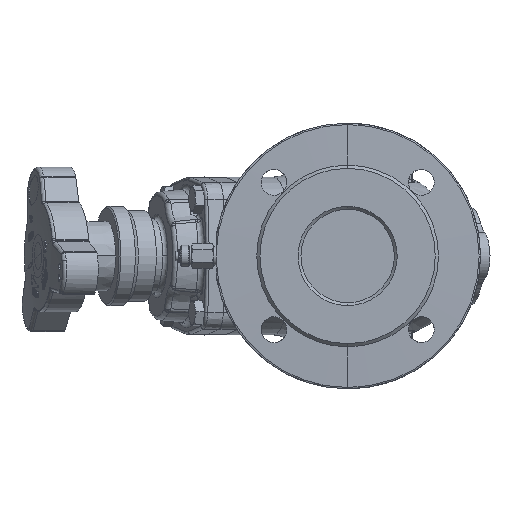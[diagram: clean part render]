
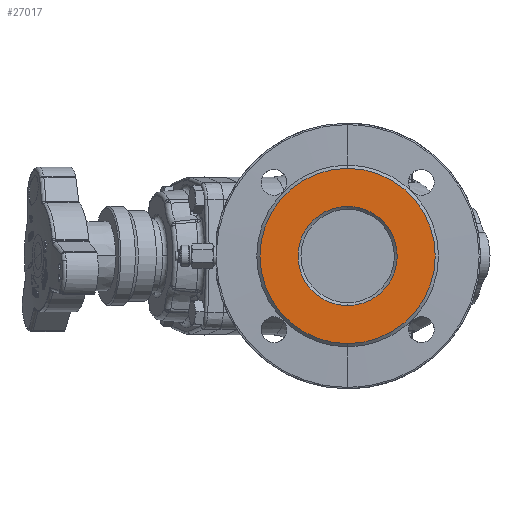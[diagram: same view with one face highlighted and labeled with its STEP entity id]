
A CAD part, left-side view. The second image highlights one B-rep face of the part: STEP entity #27017.
In plain terms, the highlighted planar face has unit normal (-1, 0, 0).
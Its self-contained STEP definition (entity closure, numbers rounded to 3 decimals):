
#26900=CARTESIAN_POINT('Vertex',(-137.,0.,61.)) ;
#26905=CARTESIAN_POINT('Axis2P3D Location',(-137.,0.,0.)) ;
#26909=CARTESIAN_POINT('Vertex',(-137.,0.,-61.)) ;
#26931=CARTESIAN_POINT('Axis2P3D Location',(-137.,0.,0.)) ;
#26948=CARTESIAN_POINT('Axis2P3D Location',(-137.,-32.5,0.)) ;
#26958=CARTESIAN_POINT('Control Point',(-137.,0.,34.5)) ;
#26959=CARTESIAN_POINT('Control Point',(-137.,-3.165,34.5)) ;
#26960=CARTESIAN_POINT('Control Point',(-137.,-6.33,34.137)) ;
#26961=CARTESIAN_POINT('Control Point',(-137.,-9.44,33.411)) ;
#26962=CARTESIAN_POINT('Control Point',(-137.,-15.438,31.259)) ;
#26963=CARTESIAN_POINT('Control Point',(-137.,-20.792,27.805)) ;
#26964=CARTESIAN_POINT('Control Point',(-137.,-23.259,25.776)) ;
#26965=CARTESIAN_POINT('Control Point',(-137.,-27.683,21.191)) ;
#26966=CARTESIAN_POINT('Control Point',(-137.,-30.955,15.723)) ;
#26967=CARTESIAN_POINT('Control Point',(-137.,-32.269,12.812)) ;
#26968=CARTESIAN_POINT('Control Point',(-137.,-34.205,6.742)) ;
#26969=CARTESIAN_POINT('Control Point',(-137.,-34.717,0.39)) ;
#26970=CARTESIAN_POINT('Control Point',(-137.,-34.606,-2.801)) ;
#26971=CARTESIAN_POINT('Control Point',(-137.,-33.654,-9.102)) ;
#26972=CARTESIAN_POINT('Control Point',(-137.,-31.3,-15.023)) ;
#26973=CARTESIAN_POINT('Control Point',(-137.,-29.788,-17.835)) ;
#26974=CARTESIAN_POINT('Control Point',(-137.,-26.144,-23.063)) ;
#26975=CARTESIAN_POINT('Control Point',(-137.,-21.412,-27.33)) ;
#26976=CARTESIAN_POINT('Control Point',(-137.,-18.81,-29.182)) ;
#26977=CARTESIAN_POINT('Control Point',(-137.,-13.652,-32.023)) ;
#26978=CARTESIAN_POINT('Control Point',(-137.,-8.023,-33.716)) ;
#26979=CARTESIAN_POINT('Control Point',(-137.,-5.371,-34.239)) ;
#26980=CARTESIAN_POINT('Control Point',(-137.,-2.685,-34.5)) ;
#26981=CARTESIAN_POINT('Control Point',(-137.,0.,-34.5)) ;
#26982=CARTESIAN_POINT('Vertex',(-137.,0.,34.5)) ;
#26984=CARTESIAN_POINT('Vertex',(-137.,0.,-34.5)) ;
#26988=CARTESIAN_POINT('Control Point',(-137.,0.,-34.5)) ;
#26989=CARTESIAN_POINT('Control Point',(-137.,3.165,-34.5)) ;
#26990=CARTESIAN_POINT('Control Point',(-137.,6.33,-34.137)) ;
#26991=CARTESIAN_POINT('Control Point',(-137.,9.44,-33.411)) ;
#26992=CARTESIAN_POINT('Control Point',(-137.,15.438,-31.259)) ;
#26993=CARTESIAN_POINT('Control Point',(-137.,20.792,-27.805)) ;
#26994=CARTESIAN_POINT('Control Point',(-137.,23.259,-25.776)) ;
#26995=CARTESIAN_POINT('Control Point',(-137.,27.683,-21.191)) ;
#26996=CARTESIAN_POINT('Control Point',(-137.,30.955,-15.723)) ;
#26997=CARTESIAN_POINT('Control Point',(-137.,32.269,-12.812)) ;
#26998=CARTESIAN_POINT('Control Point',(-137.,34.205,-6.742)) ;
#26999=CARTESIAN_POINT('Control Point',(-137.,34.717,-0.39)) ;
#27000=CARTESIAN_POINT('Control Point',(-137.,34.606,2.801)) ;
#27001=CARTESIAN_POINT('Control Point',(-137.,33.654,9.102)) ;
#27002=CARTESIAN_POINT('Control Point',(-137.,31.3,15.023)) ;
#27003=CARTESIAN_POINT('Control Point',(-137.,29.788,17.835)) ;
#27004=CARTESIAN_POINT('Control Point',(-137.,26.144,23.063)) ;
#27005=CARTESIAN_POINT('Control Point',(-137.,21.412,27.33)) ;
#27006=CARTESIAN_POINT('Control Point',(-137.,18.81,29.182)) ;
#27007=CARTESIAN_POINT('Control Point',(-137.,13.652,32.023)) ;
#27008=CARTESIAN_POINT('Control Point',(-137.,8.023,33.716)) ;
#27009=CARTESIAN_POINT('Control Point',(-137.,5.371,34.239)) ;
#27010=CARTESIAN_POINT('Control Point',(-137.,2.685,34.5)) ;
#27011=CARTESIAN_POINT('Control Point',(-137.,0.,34.5)) ;
#26906=DIRECTION('Axis2P3D Direction',(1.,0.,0.)) ;
#26932=DIRECTION('Axis2P3D Direction',(1.,0.,0.)) ;
#26949=DIRECTION('Axis2P3D Direction',(-1.,0.,0.)) ;
#26950=DIRECTION('Axis2P3D XDirection',(0.,0.,1.)) ;
#26907=AXIS2_PLACEMENT_3D('Circle Axis2P3D',#26905,#26906,$) ;
#26933=AXIS2_PLACEMENT_3D('Circle Axis2P3D',#26931,#26932,$) ;
#26951=AXIS2_PLACEMENT_3D('Plane Axis2P3D',#26948,#26949,#26950) ;
#26908=CIRCLE('generated circle',#26907,61.) ;
#26934=CIRCLE('generated circle',#26933,61.) ;
#26952=PLANE('',#26951) ;
#27016=FACE_BOUND('',#27013,.T.) ;
#26911=EDGE_CURVE('',#26910,#26901,#26908,.F.) ;
#26935=EDGE_CURVE('',#26901,#26910,#26934,.F.) ;
#26986=EDGE_CURVE('',#26983,#26985,#26957,.T.) ;
#27012=EDGE_CURVE('',#26985,#26983,#26987,.T.) ;
#26954=ORIENTED_EDGE('',*,*,#26911,.T.) ;
#26955=ORIENTED_EDGE('',*,*,#26935,.T.) ;
#27014=ORIENTED_EDGE('',*,*,#26986,.T.) ;
#27015=ORIENTED_EDGE('',*,*,#27012,.T.) ;
#26953=EDGE_LOOP('',(#26954,#26955)) ;
#27013=EDGE_LOOP('',(#27014,#27015)) ;
#26901=VERTEX_POINT('',#26900) ;
#26910=VERTEX_POINT('',#26909) ;
#26983=VERTEX_POINT('',#26982) ;
#26985=VERTEX_POINT('',#26984) ;
#27017=ADVANCED_FACE('Estrusione-Estrusione9',(#26956,#27016),#26952,.T.) ;
#26957=B_SPLINE_CURVE_WITH_KNOTS('',5,(#26958,#26959,#26960,#26961,#26962,#26963,#26964,#26965,#26966,#26967,#26968,#26969,#26970,#26971,#26972,#26973,#26974,#26975,#26976,#26977,#26978,#26979,#26980,#26981),.UNSPECIFIED.,.F.,.U.,(6,3,3,3,3,3,3,6),(0.,22.382,44.763,67.145,89.526,111.908,134.289,153.278),.UNSPECIFIED.) ;
#26987=B_SPLINE_CURVE_WITH_KNOTS('',5,(#26988,#26989,#26990,#26991,#26992,#26993,#26994,#26995,#26996,#26997,#26998,#26999,#27000,#27001,#27002,#27003,#27004,#27005,#27006,#27007,#27008,#27009,#27010,#27011),.UNSPECIFIED.,.F.,.U.,(6,3,3,3,3,3,3,6),(0.,22.382,44.763,67.145,89.526,111.908,134.289,153.278),.UNSPECIFIED.) ;
#26956=FACE_OUTER_BOUND('',#26953,.T.) ;
